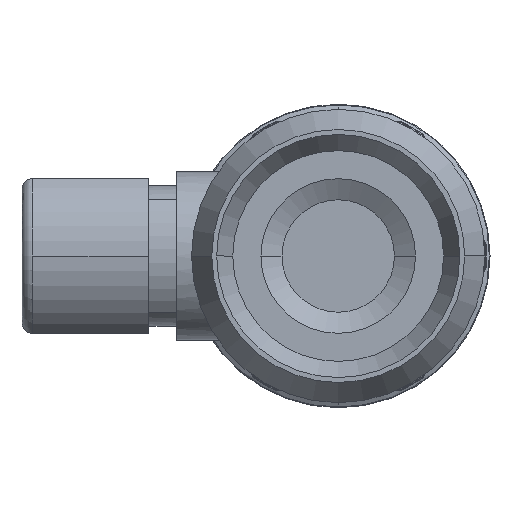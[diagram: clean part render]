
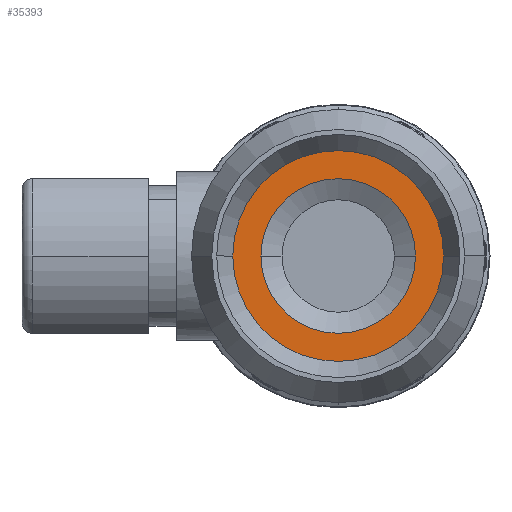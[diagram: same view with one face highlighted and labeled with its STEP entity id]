
A CAD part, left-side view. The second image highlights one B-rep face of the part: STEP entity #35393.
In plain terms, the highlighted planar face has unit normal (-1, 0, 0).
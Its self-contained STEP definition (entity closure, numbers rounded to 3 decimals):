
#2228 = AXIS2_PLACEMENT_3D ( 'NONE', #19251, #19250, #19255 ) ;
#4787 = ORIENTED_EDGE ( 'NONE', *, *, #15857, .T. ) ;
#4788 = ORIENTED_EDGE ( 'NONE', *, *, #44853, .T. ) ;
#4789 = ORIENTED_EDGE ( 'NONE', *, *, #15856, .F. ) ;
#4790 = ORIENTED_EDGE ( 'NONE', *, *, #44858, .F. ) ;
#14579 = CARTESIAN_POINT ( 'NONE',  ( -11., 7.5, 0. ) ) ;
#14580 = CARTESIAN_POINT ( 'NONE',  ( -11., -7.5, 0. ) ) ;
#14587 = CARTESIAN_POINT ( 'NONE',  ( -11., 5.5, 0. ) ) ;
#14588 = CARTESIAN_POINT ( 'NONE',  ( -11., -5.5, 0. ) ) ;
#15856 = EDGE_CURVE ( 'NONE', #32623, #32622, #23572, .T. ) ;
#15857 = EDGE_CURVE ( 'NONE', #32615, #32614, #23573, .T. ) ;
#19250 = DIRECTION ( 'NONE',  ( -1., 0., 0. ) ) ;
#19251 = CARTESIAN_POINT ( 'NONE',  ( -11., 7.5, 0. ) ) ;
#19253 = PLANE ( 'NONE',  #2228 ) ;
#19255 = DIRECTION ( 'NONE',  ( 0., -1., 0. ) ) ;
#23572 = CIRCLE ( 'NONE', #27874, 5.5 ) ;
#23573 = CIRCLE ( 'NONE', #27875, 7.5 ) ;
#27874 = AXIS2_PLACEMENT_3D ( 'NONE', #30336, #30337, #30338 ) ;
#27875 = AXIS2_PLACEMENT_3D ( 'NONE', #30339, #30340, #30341 ) ;
#30336 = CARTESIAN_POINT ( 'NONE',  ( -11., 0., 0. ) ) ;
#30337 = DIRECTION ( 'NONE',  ( -1., 0., 0. ) ) ;
#30338 = DIRECTION ( 'NONE',  ( 0., -1., 0. ) ) ;
#30339 = CARTESIAN_POINT ( 'NONE',  ( -11., 0., 0. ) ) ;
#30340 = DIRECTION ( 'NONE',  ( -1., 0., 0. ) ) ;
#30341 = DIRECTION ( 'NONE',  ( 0., -1., 0. ) ) ;
#31598 = CARTESIAN_POINT ( 'NONE',  ( -11., 0., 0. ) ) ;
#31599 = DIRECTION ( 'NONE',  ( -1., 0., 0. ) ) ;
#31600 = DIRECTION ( 'NONE',  ( 0., -1., 0. ) ) ;
#31610 = CARTESIAN_POINT ( 'NONE',  ( -11., 0., 0. ) ) ;
#31611 = DIRECTION ( 'NONE',  ( -1., 0., 0. ) ) ;
#31612 = DIRECTION ( 'NONE',  ( 0., -1., 0. ) ) ;
#32614 = VERTEX_POINT ( 'NONE', #14579 ) ;
#32615 = VERTEX_POINT ( 'NONE', #14580 ) ;
#32622 = VERTEX_POINT ( 'NONE', #14587 ) ;
#32623 = VERTEX_POINT ( 'NONE', #14588 ) ;
#35393 = ADVANCED_FACE ( 'NONE', ( #49342, #49341 ), #19253, .T. ) ;
#42062 = EDGE_LOOP ( 'NONE', ( #4789, #4790 ) ) ;
#42064 = EDGE_LOOP ( 'NONE', ( #4787, #4788 ) ) ;
#42453 = CIRCLE ( 'NONE', #44286, 5.5 ) ;
#42459 = CIRCLE ( 'NONE', #44281, 7.5 ) ;
#44281 = AXIS2_PLACEMENT_3D ( 'NONE', #31598, #31599, #31600 ) ;
#44286 = AXIS2_PLACEMENT_3D ( 'NONE', #31610, #31611, #31612 ) ;
#44853 = EDGE_CURVE ( 'NONE', #32614, #32615, #42459, .T. ) ;
#44858 = EDGE_CURVE ( 'NONE', #32622, #32623, #42453, .T. ) ;
#49341 = FACE_BOUND ( 'NONE', #42062, .T. ) ;
#49342 = FACE_OUTER_BOUND ( 'NONE', #42064, .T. ) ;
